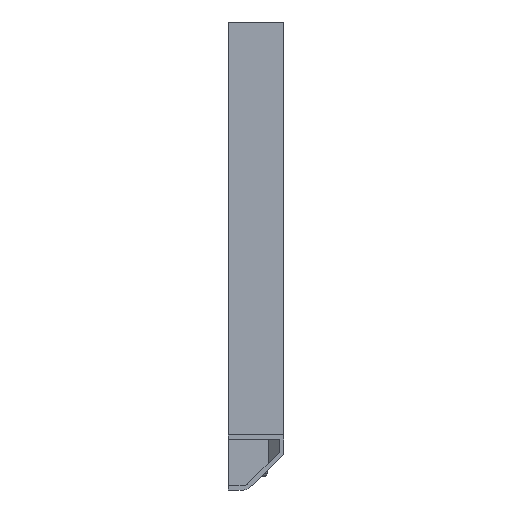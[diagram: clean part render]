
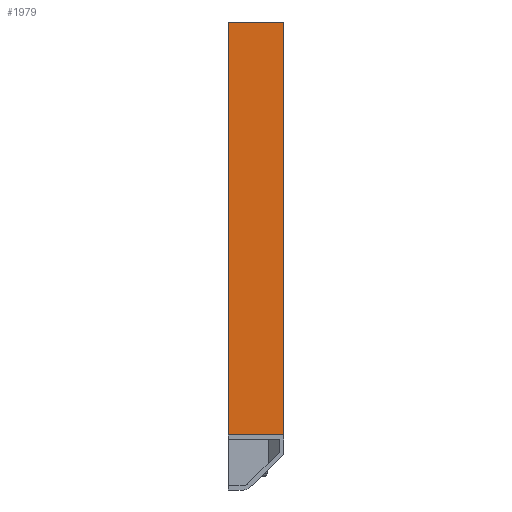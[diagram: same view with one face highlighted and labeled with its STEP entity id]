
A CAD part, left-side view. The second image highlights one B-rep face of the part: STEP entity #1979.
In plain terms, the highlighted planar face has unit normal (-1, 0, 0).
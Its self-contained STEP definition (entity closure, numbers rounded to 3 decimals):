
#149=PLANE('',#2172);
#248=FACE_OUTER_BOUND('',#370,.T.);
#370=EDGE_LOOP('',(#1701,#1702,#1703,#1704));
#474=LINE('',#3890,#622);
#516=LINE('',#4148,#664);
#525=LINE('',#4176,#673);
#526=LINE('',#4178,#674);
#622=VECTOR('',#2507,10.);
#664=VECTOR('',#2589,10.);
#673=VECTOR('',#2620,10.);
#674=VECTOR('',#2623,10.);
#905=VERTEX_POINT('',#3887);
#906=VERTEX_POINT('',#3889);
#945=VERTEX_POINT('',#4145);
#946=VERTEX_POINT('',#4147);
#1152=EDGE_CURVE('',#905,#906,#474,.T.);
#1204=EDGE_CURVE('',#946,#945,#516,.T.);
#1219=EDGE_CURVE('',#905,#946,#525,.T.);
#1220=EDGE_CURVE('',#945,#906,#526,.T.);
#1701=ORIENTED_EDGE('',*,*,#1219,.T.);
#1702=ORIENTED_EDGE('',*,*,#1204,.T.);
#1703=ORIENTED_EDGE('',*,*,#1220,.T.);
#1704=ORIENTED_EDGE('',*,*,#1152,.F.);
#1979=ADVANCED_FACE('',(#248),#149,.T.);
#2172=AXIS2_PLACEMENT_3D('',#4177,#2621,#2622);
#2507=DIRECTION('',(0.,0.,-1.));
#2589=DIRECTION('',(0.,0.,-1.));
#2620=DIRECTION('',(0.,1.,0.));
#2621=DIRECTION('center_axis',(-1.,0.,0.));
#2622=DIRECTION('ref_axis',(0.,0.,-1.));
#2623=DIRECTION('',(0.,-1.,0.));
#3887=CARTESIAN_POINT('',(362.,-58.,111.904));
#3889=CARTESIAN_POINT('',(362.,-58.,-38.096));
#3890=CARTESIAN_POINT('',(362.,-58.,-38.096));
#4145=CARTESIAN_POINT('',(362.,-38.,-38.096));
#4147=CARTESIAN_POINT('',(362.,-38.,111.904));
#4148=CARTESIAN_POINT('',(362.,-38.,-38.096));
#4176=CARTESIAN_POINT('',(362.,-43.416,111.904));
#4177=CARTESIAN_POINT('Origin',(362.,-38.,401.904));
#4178=CARTESIAN_POINT('',(362.,-38.,-38.096));
